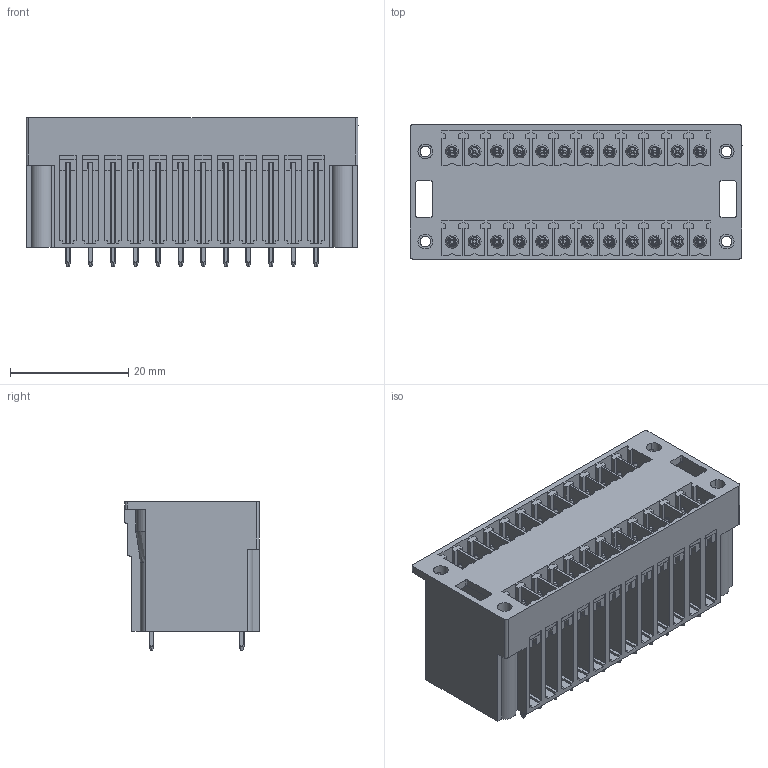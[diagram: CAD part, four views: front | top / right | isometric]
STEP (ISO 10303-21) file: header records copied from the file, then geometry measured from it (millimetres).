
FILE_DESCRIPTION(('CATIA V5 STEP Exchange','CAx-IF Rec.Pracs.--- Model Styling and Organization---1.2---2011-12-15'),'2;1');
FILE_NAME ('D1447203_0', '2018-10-05T07:44:16+00:00', ('none'), ('Weidmueller'), 'CATIA Version 5-6 Release 2014', 'CATIA V5 STEP AP214', 'none');
FILE_SCHEMA(('AUTOMOTIVE_DESIGN { 1 0 10303 214 1 1 1 1 }'));
Length unit declared in the file: millimetre
Products named in the file (1): 1031610000
Bounding box: 56.11 x 22.7 x 25.1 mm (x, y, z)
Volume: 19889 mm3; surface area: 15050.7 mm2
Topology: 25 solids, 25 shells, 1434 faces, 3906 edges, 2586 vertices
Faces by surface type: plane 922, cylinder 306, cone 158, torus 48
Entity records: 46169 total; most frequent: CARTESIAN_POINT 13523, ORIENTED_EDGE 7812, DIRECTION 4865, EDGE_CURVE 3906, VECTOR 2692, LINE 2692, VERTEX_POINT 2586, EDGE_LOOP 1582
